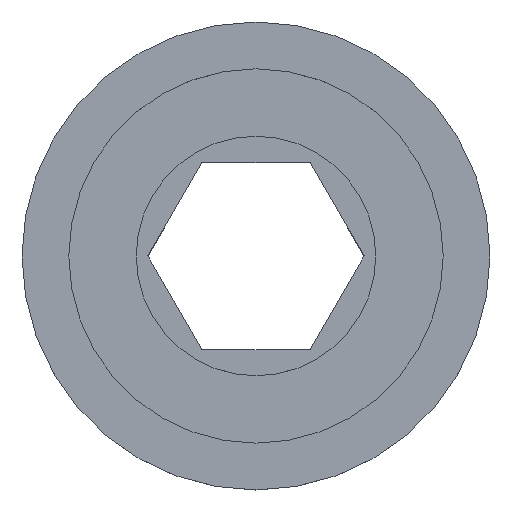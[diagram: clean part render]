
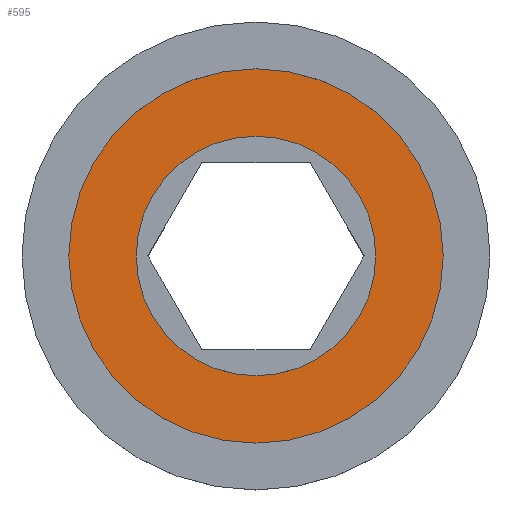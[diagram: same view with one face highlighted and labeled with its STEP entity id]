
A CAD part, top view. The second image highlights one B-rep face of the part: STEP entity #595.
In plain terms, the highlighted planar face has unit normal (0, 0, 1).
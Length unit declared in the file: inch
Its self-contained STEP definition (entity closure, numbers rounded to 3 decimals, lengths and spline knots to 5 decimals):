
#2 = VERTEX_POINT ( 'NONE', #74 ) ;
#7 = VERTEX_POINT ( 'NONE', #80 ) ;
#13 = VERTEX_POINT ( 'NONE', #84 ) ;
#30 = EDGE_LOOP ( 'NONE', ( #300, #226 ) ) ;
#35 = EDGE_LOOP ( 'NONE', ( #278, #290 ) ) ;
#53 = VERTEX_POINT ( 'NONE', #65 ) ;
#65 = CARTESIAN_POINT ( 'NONE',  ( 0.32, 0., 0.13125 ) ) ;
#74 = CARTESIAN_POINT ( 'NONE',  ( -0.32, 0., 0.13125 ) ) ;
#80 = CARTESIAN_POINT ( 'NONE',  ( 0.5, 0., 0.13125 ) ) ;
#84 = CARTESIAN_POINT ( 'NONE',  ( -0.5, 0., 0.13125 ) ) ;
#109 = AXIS2_PLACEMENT_3D ( 'NONE', #514, #549, #569 ) ;
#112 = AXIS2_PLACEMENT_3D ( 'NONE', #709, #711, #704 ) ;
#114 = EDGE_CURVE ( 'NONE', #53, #2, #217, .T. ) ;
#115 = AXIS2_PLACEMENT_3D ( 'NONE', #749, #747, #748 ) ;
#156 = EDGE_CURVE ( 'NONE', #2, #53, #370, .T. ) ;
#159 = EDGE_CURVE ( 'NONE', #7, #13, #414, .T. ) ;
#178 = AXIS2_PLACEMENT_3D ( 'NONE', #465, #743, #742 ) ;
#184 = AXIS2_PLACEMENT_3D ( 'NONE', #478, #475, #474 ) ;
#203 = EDGE_CURVE ( 'NONE', #13, #7, #447, .T. ) ;
#217 = CIRCLE ( 'NONE', #109, 0.32 ) ;
#226 = ORIENTED_EDGE ( 'NONE', *, *, #156, .F. ) ;
#278 = ORIENTED_EDGE ( 'NONE', *, *, #159, .T. ) ;
#290 = ORIENTED_EDGE ( 'NONE', *, *, #203, .T. ) ;
#300 = ORIENTED_EDGE ( 'NONE', *, *, #114, .F. ) ;
#349 = FACE_BOUND ( 'NONE', #30, .T. ) ;
#370 = CIRCLE ( 'NONE', #184, 0.32 ) ;
#414 = CIRCLE ( 'NONE', #178, 0.5 ) ;
#418 = FACE_OUTER_BOUND ( 'NONE', #35, .T. ) ;
#447 = CIRCLE ( 'NONE', #115, 0.5 ) ;
#465 = CARTESIAN_POINT ( 'NONE',  ( 0., 0., 0.13125 ) ) ;
#474 = DIRECTION ( 'NONE',  ( 1., 0., 0. ) ) ;
#475 = DIRECTION ( 'NONE',  ( 0., 0., 1. ) ) ;
#478 = CARTESIAN_POINT ( 'NONE',  ( 0., 0., 0.13125 ) ) ;
#514 = CARTESIAN_POINT ( 'NONE',  ( 0., 0., 0.13125 ) ) ;
#549 = DIRECTION ( 'NONE',  ( 0., 0., 1. ) ) ;
#569 = DIRECTION ( 'NONE',  ( 1., 0., 0. ) ) ;
#595 = ADVANCED_FACE ( 'NONE', ( #418, #349 ), #706, .T. ) ;
#704 = DIRECTION ( 'NONE',  ( 1., 0., 0. ) ) ;
#706 = PLANE ( 'NONE',  #112 ) ;
#709 = CARTESIAN_POINT ( 'NONE',  ( 0.32, 0., 0.13125 ) ) ;
#711 = DIRECTION ( 'NONE',  ( 0., 0., 1. ) ) ;
#742 = DIRECTION ( 'NONE',  ( 1., 0., 0. ) ) ;
#743 = DIRECTION ( 'NONE',  ( 0., 0., 1. ) ) ;
#747 = DIRECTION ( 'NONE',  ( 0., 0., 1. ) ) ;
#748 = DIRECTION ( 'NONE',  ( 1., 0., 0. ) ) ;
#749 = CARTESIAN_POINT ( 'NONE',  ( 0., 0., 0.13125 ) ) ;
